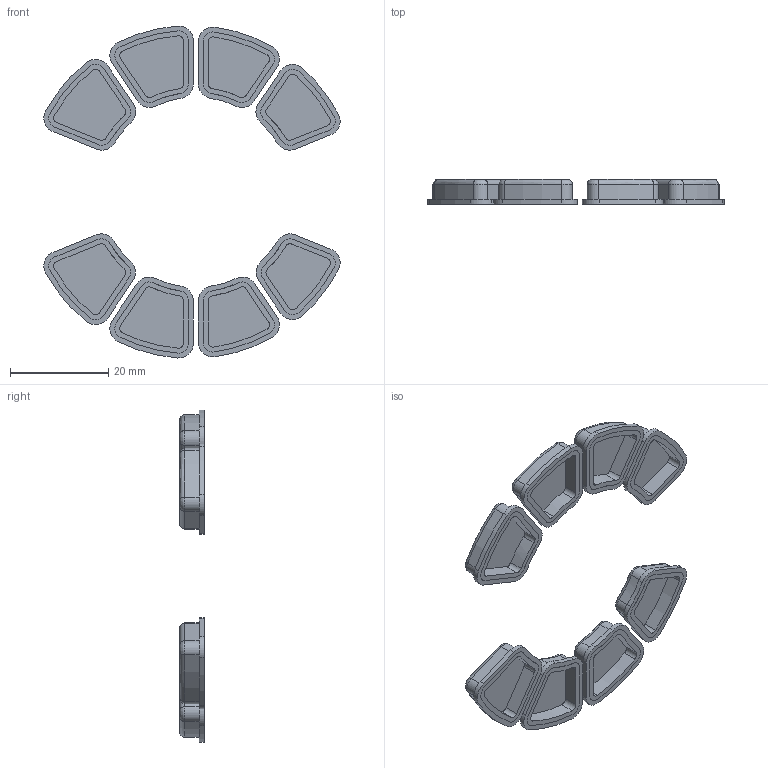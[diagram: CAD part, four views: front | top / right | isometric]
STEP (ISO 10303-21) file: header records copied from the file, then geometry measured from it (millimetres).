
FILE_DESCRIPTION(/* description */ (''),/* implementation_level */ '2;1');
FILE_NAME(/* name */ 'tongyu_button 1.step',/* time_stamp */ '2025-07-13T05:22:49-07:00',/* author */ (''),/* organization */ (''),/* preprocessor_version */ 'ST-DEVELOPER v20.1',/* originating_system */ 'Autodesk Translation Framework v14.10.0.0',/* authorisation */ '');
FILE_SCHEMA (('AUTOMOTIVE_DESIGN { 1 0 10303 214 3 1 1 }'));
Length unit declared in the file: millimetre
Products named in the file (1): minimaimai
Bounding box: 60.23 x 5 x 67.48 mm (x, y, z)
Volume: 3889.3 mm3; surface area: 6827.1 mm2
Topology: 16 solids, 16 shells, 360 faces, 896 edges, 576 vertices
Faces by surface type: cylinder 144, bspline 112, plane 104
Entity records: 11579 total; most frequent: CARTESIAN_POINT 3369, ORIENTED_EDGE 1792, DIRECTION 1602, EDGE_CURVE 896, AXIS2_PLACEMENT_3D 601, VERTEX_POINT 576, LINE 400, VECTOR 400
